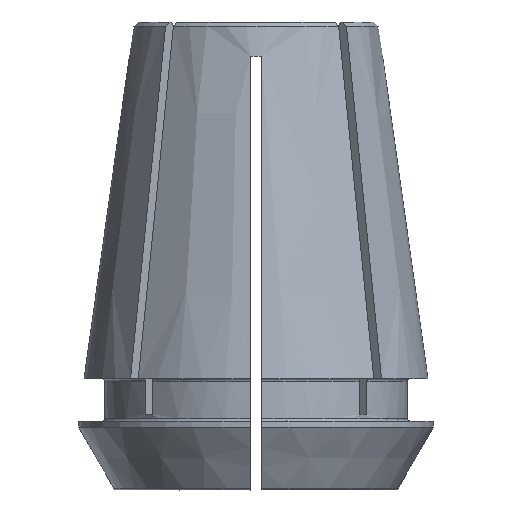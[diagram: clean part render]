
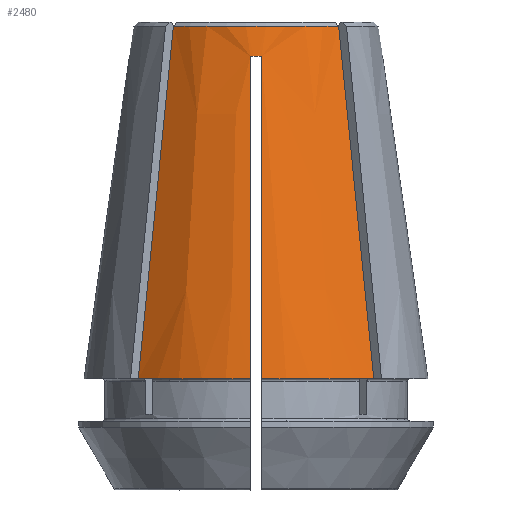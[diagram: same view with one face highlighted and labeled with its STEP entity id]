
A CAD part, left-side view. The second image highlights one B-rep face of the part: STEP entity #2480.
In plain terms, the highlighted conical face has half-angle 8 degrees and reference radius 8.86 mm.
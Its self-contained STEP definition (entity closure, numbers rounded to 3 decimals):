
#25=CONICAL_SURFACE('',#2702,8.86,0.14);
#496=CIRCLE('',#2625,9.211);
#545=CIRCLE('',#2703,8.902);
#546=CIRCLE('',#2704,12.5);
#547=CIRCLE('',#2705,12.5);
#947=ORIENTED_EDGE('',*,*,#1672,.F.);
#948=ORIENTED_EDGE('',*,*,#1447,.T.);
#949=ORIENTED_EDGE('',*,*,#1673,.T.);
#950=ORIENTED_EDGE('',*,*,#1571,.F.);
#951=ORIENTED_EDGE('',*,*,#1568,.F.);
#952=ORIENTED_EDGE('',*,*,#1604,.T.);
#953=ORIENTED_EDGE('',*,*,#1674,.T.);
#954=ORIENTED_EDGE('',*,*,#1563,.F.);
#1447=EDGE_CURVE('',#1839,#1838,#2074,.T.);
#1563=EDGE_CURVE('',#1945,#1946,#2100,.T.);
#1568=EDGE_CURVE('',#1950,#1951,#496,.T.);
#1571=EDGE_CURVE('',#1951,#1953,#2102,.T.);
#1604=EDGE_CURVE('',#1950,#1984,#2111,.T.);
#1672=EDGE_CURVE('',#1839,#1945,#545,.T.);
#1673=EDGE_CURVE('',#1838,#1953,#546,.T.);
#1674=EDGE_CURVE('',#1984,#1946,#547,.T.);
#1838=VERTEX_POINT('',#3690);
#1839=VERTEX_POINT('',#3698);
#1945=VERTEX_POINT('',#4032);
#1946=VERTEX_POINT('',#4040);
#1950=VERTEX_POINT('',#4052);
#1951=VERTEX_POINT('',#4054);
#1953=VERTEX_POINT('',#4069);
#1984=VERTEX_POINT('',#4157);
#2074=B_SPLINE_CURVE_WITH_KNOTS('',3,(#3691,#3692,#3693,#3694,#3695,#3696,
#3697),.UNSPECIFIED.,.F.,.F.,(4,3,4),(0.,0.016,
0.026),.UNSPECIFIED.);
#2100=B_SPLINE_CURVE_WITH_KNOTS('',3,(#4033,#4034,#4035,#4036,#4037,#4038,
#4039),.UNSPECIFIED.,.F.,.F.,(4,3,4),(0.,0.016,
0.026),.UNSPECIFIED.);
#2102=B_SPLINE_CURVE_WITH_KNOTS('',3,(#4059,#4060,#4061,#4062,#4063,#4064,
#4065,#4066,#4067,#4068),.UNSPECIFIED.,.F.,.F.,(4,3,3,4),(0.014,
0.017,0.034,0.038),.UNSPECIFIED.);
#2111=B_SPLINE_CURVE_WITH_KNOTS('',3,(#4158,#4159,#4160,#4161,#4162,#4163,
#4164,#4165,#4166,#4167),.UNSPECIFIED.,.F.,.F.,(4,3,3,4),(0.014,
0.017,0.034,0.038),.UNSPECIFIED.);
#2196=EDGE_LOOP('',(#947,#948,#949,#950,#951,#952,#953,#954));
#2328=FACE_BOUND('',#2196,.T.);
#2480=ADVANCED_FACE('',(#2328),#25,.T.);
#2625=AXIS2_PLACEMENT_3D('',#4053,#3053,#3054);
#2702=AXIS2_PLACEMENT_3D('',#4337,#3244,#3245);
#2703=AXIS2_PLACEMENT_3D('',#4338,#3246,#3247);
#2704=AXIS2_PLACEMENT_3D('',#4339,#3248,#3249);
#2705=AXIS2_PLACEMENT_3D('',#4340,#3250,#3251);
#3053=DIRECTION('',(0.,0.,-1.));
#3054=DIRECTION('',(-1.,0.,0.));
#3244=DIRECTION('',(0.,0.,-1.));
#3245=DIRECTION('',(-1.,0.,0.));
#3246=DIRECTION('',(0.,0.,1.));
#3247=DIRECTION('',(1.,0.,0.));
#3248=DIRECTION('',(0.,0.,1.));
#3249=DIRECTION('',(1.,0.,0.));
#3250=DIRECTION('',(0.,0.,1.));
#3251=DIRECTION('',(1.,0.,0.));
#3690=CARTESIAN_POINT('',(-9.117,8.551,3.1));
#3691=CARTESIAN_POINT('',(-6.571,6.005,28.703));
#3692=CARTESIAN_POINT('',(-7.084,6.518,23.544));
#3693=CARTESIAN_POINT('',(-7.597,7.031,18.386));
#3694=CARTESIAN_POINT('',(-8.11,7.544,13.227));
#3695=CARTESIAN_POINT('',(-8.446,7.88,9.851));
#3696=CARTESIAN_POINT('',(-8.782,8.216,6.476));
#3697=CARTESIAN_POINT('',(-9.117,8.551,3.1));
#3698=CARTESIAN_POINT('',(-6.571,6.005,28.703));
#4032=CARTESIAN_POINT('',(-6.571,-6.005,28.703));
#4033=CARTESIAN_POINT('',(-6.571,-6.005,28.703));
#4034=CARTESIAN_POINT('',(-7.084,-6.518,23.544));
#4035=CARTESIAN_POINT('',(-7.597,-7.031,18.386));
#4036=CARTESIAN_POINT('',(-8.11,-7.544,13.227));
#4037=CARTESIAN_POINT('',(-8.446,-7.88,9.851));
#4038=CARTESIAN_POINT('',(-8.782,-8.216,6.476));
#4039=CARTESIAN_POINT('',(-9.117,-8.551,3.1));
#4040=CARTESIAN_POINT('',(-9.117,-8.551,3.1));
#4052=CARTESIAN_POINT('',(-9.203,-0.4,26.5));
#4053=CARTESIAN_POINT('',(0.,0.,26.5));
#4054=CARTESIAN_POINT('',(-9.203,0.4,26.5));
#4059=CARTESIAN_POINT('',(-9.203,0.4,26.5));
#4060=CARTESIAN_POINT('',(-9.338,0.4,25.536));
#4061=CARTESIAN_POINT('',(-9.474,0.4,24.572));
#4062=CARTESIAN_POINT('',(-9.609,0.4,23.608));
#4063=CARTESIAN_POINT('',(-10.393,0.4,18.034));
#4064=CARTESIAN_POINT('',(-11.177,0.4,12.461));
#4065=CARTESIAN_POINT('',(-11.961,0.4,6.887));
#4066=CARTESIAN_POINT('',(-12.139,0.4,5.625));
#4067=CARTESIAN_POINT('',(-12.316,0.4,4.362));
#4068=CARTESIAN_POINT('',(-12.494,0.4,3.1));
#4069=CARTESIAN_POINT('',(-12.494,0.4,3.1));
#4157=CARTESIAN_POINT('',(-12.494,-0.4,3.1));
#4158=CARTESIAN_POINT('',(-9.203,-0.4,26.5));
#4159=CARTESIAN_POINT('',(-9.338,-0.4,25.536));
#4160=CARTESIAN_POINT('',(-9.474,-0.4,24.572));
#4161=CARTESIAN_POINT('',(-9.609,-0.4,23.608));
#4162=CARTESIAN_POINT('',(-10.393,-0.4,18.034));
#4163=CARTESIAN_POINT('',(-11.177,-0.4,12.461));
#4164=CARTESIAN_POINT('',(-11.961,-0.4,6.887));
#4165=CARTESIAN_POINT('',(-12.139,-0.4,5.625));
#4166=CARTESIAN_POINT('',(-12.316,-0.4,4.362));
#4167=CARTESIAN_POINT('',(-12.494,-0.4,3.1));
#4337=CARTESIAN_POINT('',(0.,0.,29.));
#4338=CARTESIAN_POINT('',(0.,0.,28.703));
#4339=CARTESIAN_POINT('',(0.,0.,3.1));
#4340=CARTESIAN_POINT('',(0.,0.,3.1));
